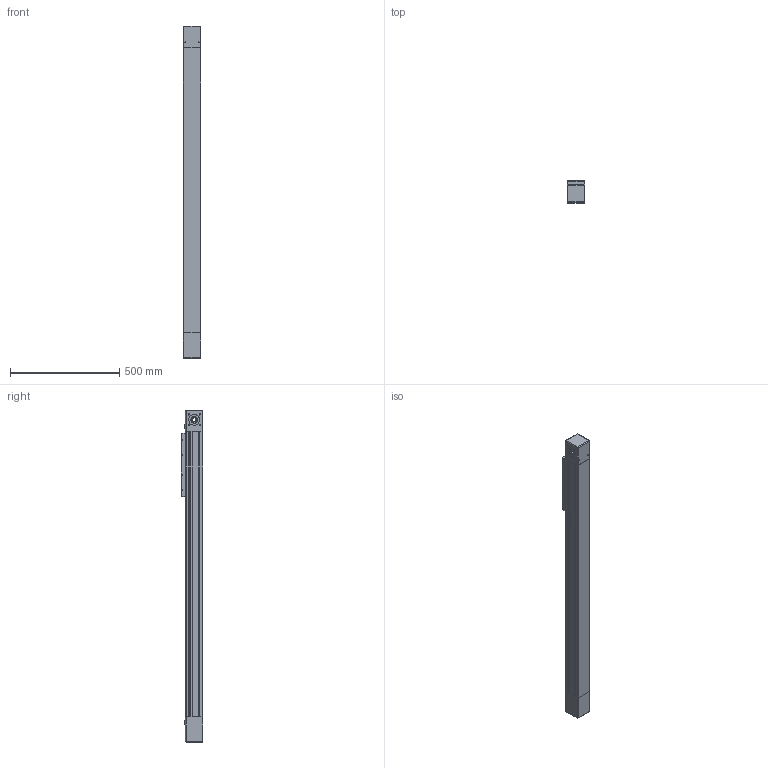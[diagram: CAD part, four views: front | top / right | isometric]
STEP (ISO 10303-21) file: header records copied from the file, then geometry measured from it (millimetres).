
FILE_DESCRIPTION((''),'2;1');
FILE_NAME('MTJ-MRJ 80 1000 L 0 1.stp','2011-02-22T12:00:59',('pgrilc'),(''),'Autodesk Inventor 2011','Autodesk Inventor 2011','');
FILE_SCHEMA(('AUTOMOTIVE_DESIGN { 1 0 10303 214 1 1 1 1 }'));
Length unit declared in the file: millimetre
Products named in the file (2): Assembly2; MTJ 80 L IPART-01
Assembly tree (1 placements, depth 2):
  Assembly2
    MTJ 80 L IPART-01
Bounding box: 80 x 100 x 1517 mm (x, y, z)
Volume: 9455337.9 mm3; surface area: 769061.2 mm2
Topology: 1 solids, 12 shells, 440 faces, 1085 edges, 683 vertices
Faces by surface type: plane 201, cylinder 178, cone 44, sphere 12, torus 5
Full cylindrical faces by diameter (mm): 3.242 x8, 4.134 x2, 4.917 x16, 5 x2, 5.2 x2, 6 x3, 9 x6, 10 x6, 30 x2, 31 x2, 50 x2
Entity records: 12621 total; most frequent: CARTESIAN_POINT 2317, DIRECTION 2136, ORIENTED_EDGE 1884, EDGE_CURVE 942, AXIS2_PLACEMENT_3D 798, VERTEX_POINT 640, EDGE_LOOP 560, VECTOR 540
